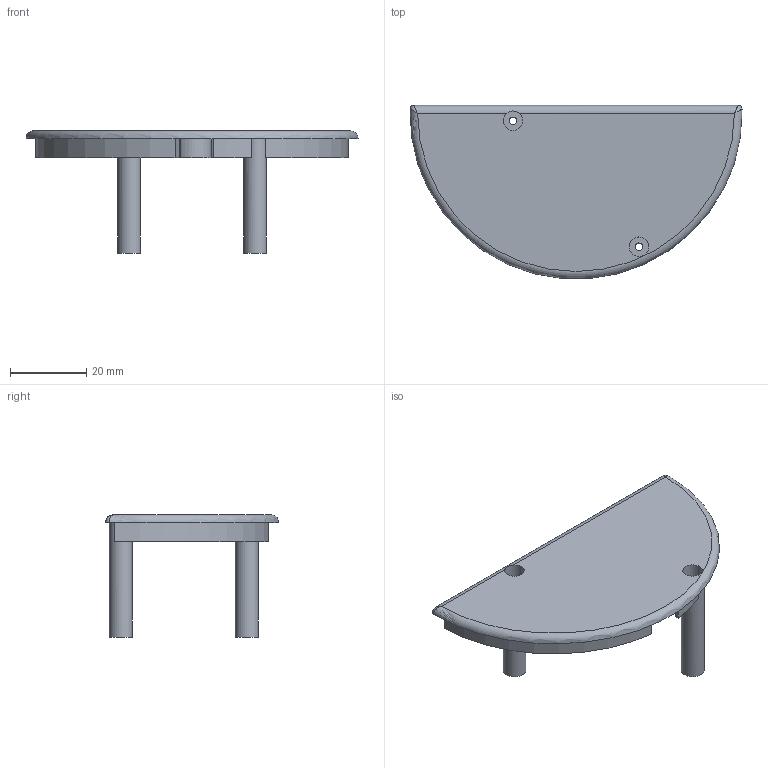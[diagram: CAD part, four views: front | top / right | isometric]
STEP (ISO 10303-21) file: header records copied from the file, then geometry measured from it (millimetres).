
FILE_DESCRIPTION(/* description */ (''),/* implementation_level */ '2;1');
FILE_NAME(/* name */ 'KEY_ITER2 v10.step',/* time_stamp */ '2021-09-03T21:08:49+06:00',/* author */ (''),/* organization */ (''),/* preprocessor_version */ 'ST-DEVELOPER v18.1',/* originating_system */ 'Autodesk Translation Framework v10.10.0.1391',/* authorisation */ '');
FILE_SCHEMA (('AUTOMOTIVE_DESIGN { 1 0 10303 214 3 1 1 }'));
Length unit declared in the file: millimetre
Products named in the file (2): KEY_ITER2; Component1
Assembly tree (1 placements, depth 2):
  KEY_ITER2
    Component1
Bounding box: 86.98 x 45.35 x 32 mm (x, y, z)
Volume: 8558.9 mm3; surface area: 12099.2 mm2
Topology: 1 solids, 1 shells, 49 faces, 123 edges, 80 vertices
Faces by surface type: plane 25, cylinder 21, bspline 2, torus 1
Full cylindrical faces by diameter (mm): 2 x1, 2.032 x2, 5.1 x2, 6 x2, 10 x1
Entity records: 1667 total; most frequent: CARTESIAN_POINT 403, DIRECTION 269, ORIENTED_EDGE 242, EDGE_CURVE 121, AXIS2_PLACEMENT_3D 103, VERTEX_POINT 80, LINE 63, VECTOR 63
